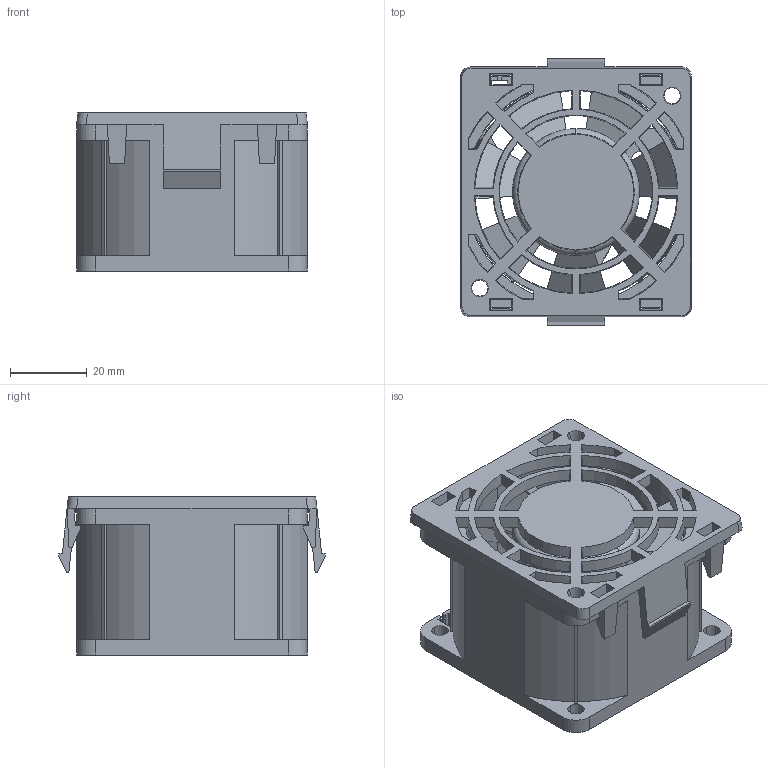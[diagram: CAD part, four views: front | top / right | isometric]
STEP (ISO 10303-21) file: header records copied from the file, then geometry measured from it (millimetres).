
FILE_DESCRIPTION (( 'STEP AP214' ), '1' );
FILE_NAME ('15746630_CFW500_66_FAN_B nc coord.STEP', '2022-06-06T20:49:49', ( '' ), ( '' ), 'SwSTEP 2.0', 'SolidWorks 2021', '' );
FILE_SCHEMA (( 'AUTOMOTIVE_DESIGN' ));
Length unit declared in the file: inch
Products named in the file (1): 15746630_CFW500_66_FAN_B nc coord
Bounding box: 60 x 69.42 x 41.1 mm (x, y, z)
Volume: 66621.9 mm3; surface area: 37178.8 mm2
Topology: 1 solids, 1 shells, 349 faces, 1033 edges, 674 vertices
Faces by surface type: plane 227, cylinder 74, cone 46, torus 2
Entity records: 11882 total; most frequent: CARTESIAN_POINT 2465, ORIENTED_EDGE 2066, DIRECTION 1848, EDGE_CURVE 1033, VERTEX_POINT 674, LINE 646, VECTOR 646, AXIS2_PLACEMENT_3D 601
